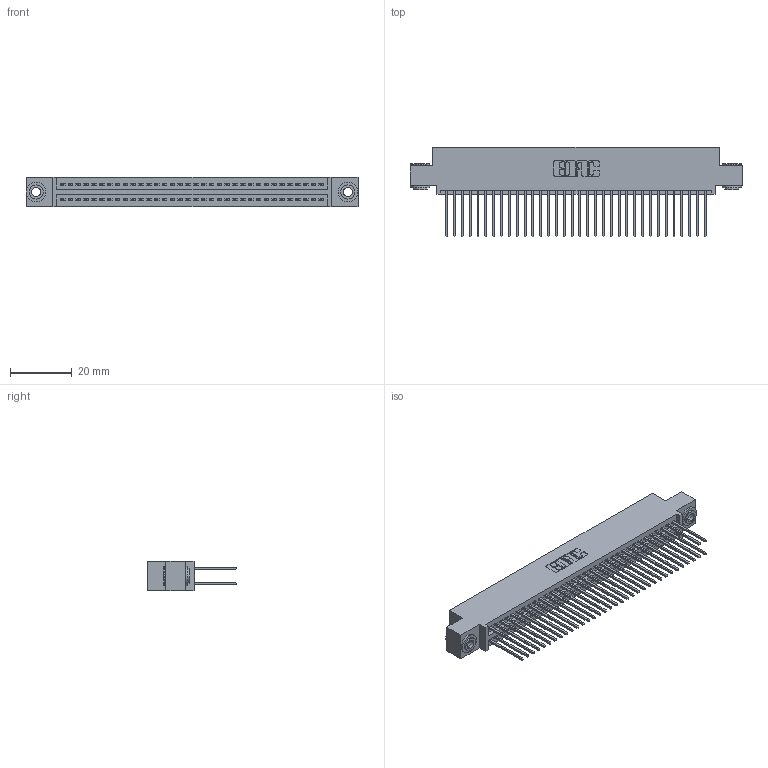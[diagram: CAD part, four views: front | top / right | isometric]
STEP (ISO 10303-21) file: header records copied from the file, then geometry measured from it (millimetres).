
FILE_DESCRIPTION (( 'STEP AP203' ), '1' );
FILE_NAME ('395-068-540-503.STEP', '2019-10-23T22:37:26', ( '' ), ( '' ), 'SwSTEP 2.0', 'SolidWorks 2016', '' );
FILE_SCHEMA (( 'CONFIG_CONTROL_DESIGN' ));
Length unit declared in the file: inch
Products named in the file (4): 345 Part_0.110 Offset - 0.156 Dia-TH; 345-292-001_345-293-140; 345-250-002_345-250-002-102; 395-068-540-503
Assembly tree (71 placements, depth 2):
  395-068-540-503
    345 Part_0.110 Offset - 0.156 Dia-TH
    345-292-001_345-293-140  x68
    345-250-002_345-250-002-102  x2
Bounding box: 107.57 x 29.13 x 9.4 mm (x, y, z)
Volume: 10578.9 mm3; surface area: 16976.2 mm2
Topology: 71 solids, 71 shells, 3568 faces, 10561 edges, 6946 vertices
Faces by surface type: plane 2338, cylinder 1222, cone 8
Entity records: 28554 total; most frequent: CARTESIAN_POINT 4771, ORIENTED_EDGE 4698, DIRECTION 4247, EDGE_CURVE 2349, VECTOR 2057, LINE 2057, VERTEX_POINT 1562, AXIS2_PLACEMENT_3D 1095
